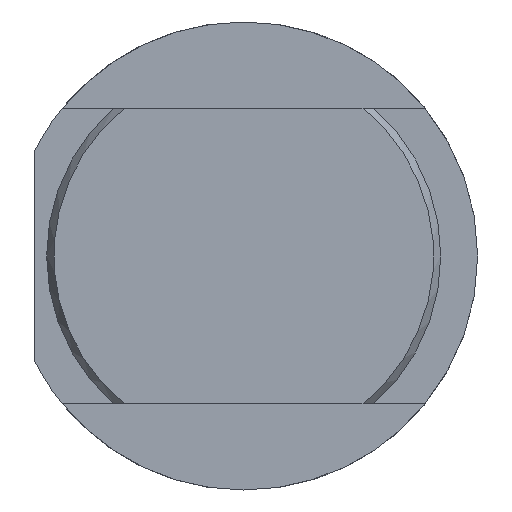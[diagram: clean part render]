
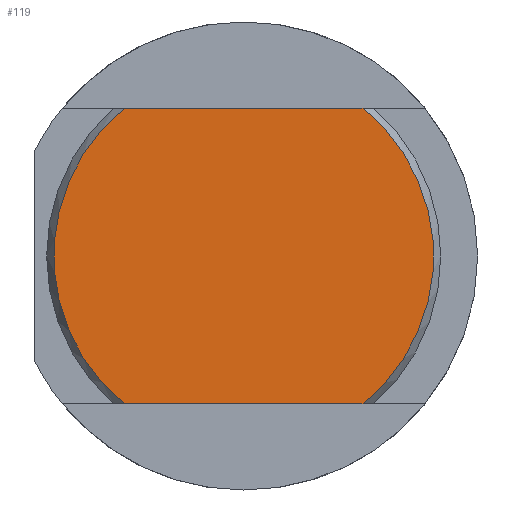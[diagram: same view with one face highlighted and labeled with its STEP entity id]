
A CAD part, left-side view. The second image highlights one B-rep face of the part: STEP entity #119.
In plain terms, the highlighted planar face has unit normal (-1, 0, 0).
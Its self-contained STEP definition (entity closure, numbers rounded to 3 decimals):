
#119 = ADVANCED_FACE ( 'NONE', ( #868 ), #2894, .F. ) ;
#318 = EDGE_LOOP ( 'NONE', ( #441, #440, #411, #446 ) ) ;
#411 = ORIENTED_EDGE ( 'NONE', *, *, #1212, .T. ) ;
#440 = ORIENTED_EDGE ( 'NONE', *, *, #1222, .F. ) ;
#441 = ORIENTED_EDGE ( 'NONE', *, *, #1224, .T. ) ;
#446 = ORIENTED_EDGE ( 'NONE', *, *, #1227, .F. ) ;
#868 = FACE_OUTER_BOUND ( 'NONE', #318, .T. ) ;
#1212 = EDGE_CURVE ( 'NONE', #2705, #2707, #1615, .T. ) ;
#1222 = EDGE_CURVE ( 'NONE', #2705, #2626, #1626, .T. ) ;
#1224 = EDGE_CURVE ( 'NONE', #2713, #2626, #1635, .T. ) ;
#1227 = EDGE_CURVE ( 'NONE', #2713, #2707, #1620, .T. ) ;
#1517 = AXIS2_PLACEMENT_3D ( 'NONE', #2893, #2896, #2897 ) ;
#1608 = VECTOR ( 'NONE', #3675, 1000. ) ;
#1610 = VECTOR ( 'NONE', #3670, 1000. ) ;
#1615 = CIRCLE ( 'NONE', #1824, 7.711 ) ;
#1620 = LINE ( 'NONE', #3674, #1608 ) ;
#1626 = LINE ( 'NONE', #3663, #1610 ) ;
#1635 = CIRCLE ( 'NONE', #1840, 7.711 ) ;
#1824 = AXIS2_PLACEMENT_3D ( 'NONE', #3645, #3650, #3651 ) ;
#1840 = AXIS2_PLACEMENT_3D ( 'NONE', #3669, #3672, #3673 ) ;
#2367 = CARTESIAN_POINT ( 'NONE',  ( 0., -4.844, 6. ) ) ;
#2446 = CARTESIAN_POINT ( 'NONE',  ( 0., 4.844, 6. ) ) ;
#2448 = CARTESIAN_POINT ( 'NONE',  ( 0., 4.844, -6. ) ) ;
#2454 = CARTESIAN_POINT ( 'NONE',  ( 0., -4.844, -6. ) ) ;
#2626 = VERTEX_POINT ( 'NONE', #2367 ) ;
#2705 = VERTEX_POINT ( 'NONE', #2446 ) ;
#2707 = VERTEX_POINT ( 'NONE', #2448 ) ;
#2713 = VERTEX_POINT ( 'NONE', #2454 ) ;
#2893 = CARTESIAN_POINT ( 'NONE',  ( 0., 0., 0. ) ) ;
#2894 = PLANE ( 'NONE',  #1517 ) ;
#2896 = DIRECTION ( 'NONE',  ( 1., 0., 0. ) ) ;
#2897 = DIRECTION ( 'NONE',  ( 0., 0., -1. ) ) ;
#3645 = CARTESIAN_POINT ( 'NONE',  ( 0., 0., 0. ) ) ;
#3650 = DIRECTION ( 'NONE',  ( -1., 0., 0. ) ) ;
#3651 = DIRECTION ( 'NONE',  ( 0., 0., -1. ) ) ;
#3663 = CARTESIAN_POINT ( 'NONE',  ( 0., 7.365, 6. ) ) ;
#3669 = CARTESIAN_POINT ( 'NONE',  ( 0., 0., 0. ) ) ;
#3670 = DIRECTION ( 'NONE',  ( 0., -1., 0. ) ) ;
#3672 = DIRECTION ( 'NONE',  ( -1., 0., 0. ) ) ;
#3673 = DIRECTION ( 'NONE',  ( 0., 0., -1. ) ) ;
#3674 = CARTESIAN_POINT ( 'NONE',  ( 0., 7.365, -6. ) ) ;
#3675 = DIRECTION ( 'NONE',  ( 0., 1., 0. ) ) ;
